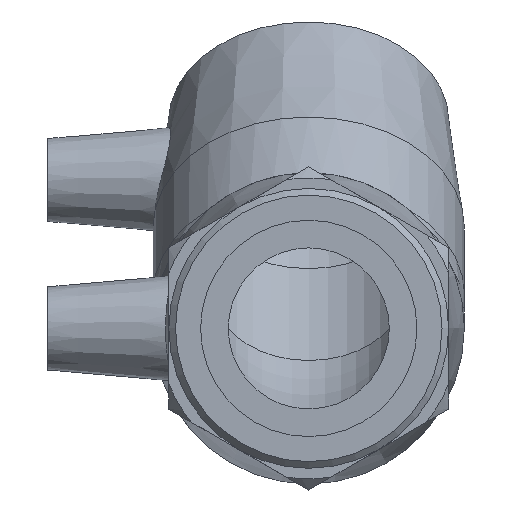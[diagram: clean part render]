
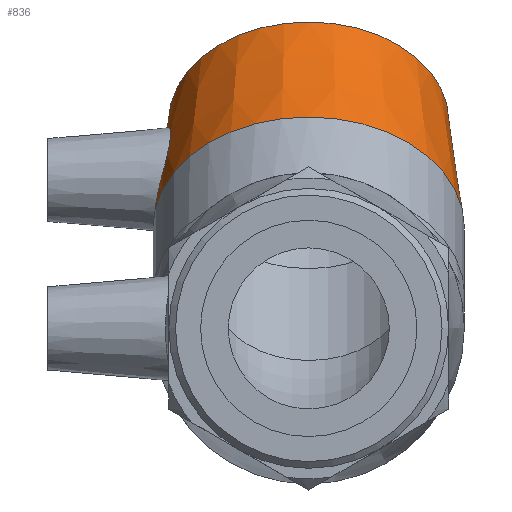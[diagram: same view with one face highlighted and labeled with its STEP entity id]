
A CAD part, left-side view. The second image highlights one B-rep face of the part: STEP entity #836.
In plain terms, the highlighted conical face has half-angle 5.921 degrees and reference radius 26.6 mm.
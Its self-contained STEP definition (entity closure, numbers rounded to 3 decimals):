
#14=B_SPLINE_CURVE_WITH_KNOTS('',3,(#1495,#1496,#1497,#1498,#1499,#1500,
#1501,#1502,#1503,#1504,#1505,#1506,#1507,#1508,#1509,#1510,#1511,#1512,
#1513,#1514,#1515,#1516,#1517,#1518,#1519,#1520,#1521,#1522,#1523,#1524,
#1525,#1526,#1527,#1528),.UNSPECIFIED.,.T.,.F.,(4,2,2,2,2,2,2,2,2,2,2,2,
2,2,2,2,4),(0.,0.344,0.687,1.034,1.38,
1.727,2.073,2.417,2.76,3.133,
3.505,3.868,4.231,4.595,4.958,
5.33,5.702),.UNSPECIFIED.);
#157=FACE_BOUND('',#307,.T.);
#158=FACE_BOUND('',#308,.T.);
#220=FACE_OUTER_BOUND('',#306,.T.);
#306=EDGE_LOOP('',(#744));
#307=EDGE_LOOP('',(#745));
#308=EDGE_LOOP('',(#746));
#367=CIRCLE('',#936,28.);
#371=CIRCLE('',#946,25.2);
#443=VERTEX_POINT('',#1490);
#444=VERTEX_POINT('',#1494);
#448=VERTEX_POINT('',#1539);
#545=EDGE_CURVE('',#443,#443,#367,.T.);
#547=EDGE_CURVE('',#444,#444,#14,.T.);
#551=EDGE_CURVE('',#448,#448,#371,.T.);
#744=ORIENTED_EDGE('',*,*,#545,.F.);
#745=ORIENTED_EDGE('',*,*,#547,.T.);
#746=ORIENTED_EDGE('',*,*,#551,.T.);
#781=CONICAL_SURFACE('',#947,26.6,5.921);
#836=ADVANCED_FACE('',(#220,#157,#158),#781,.T.);
#936=AXIS2_PLACEMENT_3D('',#1491,#1162,#1163);
#946=AXIS2_PLACEMENT_3D('',#1540,#1182,#1183);
#947=AXIS2_PLACEMENT_3D('',#1541,#1184,#1185);
#1162=DIRECTION('center_axis',(-0.707,0.,
-0.707));
#1163=DIRECTION('ref_axis',(-0.707,0.,0.707));
#1182=DIRECTION('center_axis',(-0.707,0.,
-0.707));
#1183=DIRECTION('ref_axis',(-0.707,0.,0.707));
#1184=DIRECTION('center_axis',(-0.707,0.,
-0.707));
#1185=DIRECTION('ref_axis',(0.,1.,0.));
#1490=CARTESIAN_POINT('',(18.262,28.,18.262));
#1491=CARTESIAN_POINT('Origin',(18.262,0.,
18.262));
#1494=CARTESIAN_POINT('',(33.686,25.,20.371));
#1495=CARTESIAN_POINT('Ctrl Pts',(33.686,25.,20.371));
#1496=CARTESIAN_POINT('Ctrl Pts',(34.462,24.89,21.206));
#1497=CARTESIAN_POINT('Ctrl Pts',(35.125,24.862,22.253));
#1498=CARTESIAN_POINT('Ctrl Pts',(35.975,24.966,24.525));
#1499=CARTESIAN_POINT('Ctrl Pts',(36.163,25.093,25.748));
#1500=CARTESIAN_POINT('Ctrl Pts',(36.102,25.355,28.033));
#1501=CARTESIAN_POINT('Ctrl Pts',(35.846,25.507,29.252));
#1502=CARTESIAN_POINT('Ctrl Pts',(34.876,25.726,31.499));
#1503=CARTESIAN_POINT('Ctrl Pts',(34.161,25.788,32.527));
#1504=CARTESIAN_POINT('Ctrl Pts',(32.527,25.788,34.161));
#1505=CARTESIAN_POINT('Ctrl Pts',(31.499,25.726,34.876));
#1506=CARTESIAN_POINT('Ctrl Pts',(29.252,25.507,35.846));
#1507=CARTESIAN_POINT('Ctrl Pts',(28.033,25.355,36.102));
#1508=CARTESIAN_POINT('Ctrl Pts',(25.748,25.093,36.163));
#1509=CARTESIAN_POINT('Ctrl Pts',(24.525,24.966,35.975));
#1510=CARTESIAN_POINT('Ctrl Pts',(22.253,24.862,35.125));
#1511=CARTESIAN_POINT('Ctrl Pts',(21.206,24.89,34.462));
#1512=CARTESIAN_POINT('Ctrl Pts',(19.466,25.12,32.845));
#1513=CARTESIAN_POINT('Ctrl Pts',(18.7,25.35,31.771));
#1514=CARTESIAN_POINT('Ctrl Pts',(17.69,25.936,29.419));
#1515=CARTESIAN_POINT('Ctrl Pts',(17.446,26.284,28.14));
#1516=CARTESIAN_POINT('Ctrl Pts',(17.445,26.888,25.764));
#1517=CARTESIAN_POINT('Ctrl Pts',(17.678,27.185,24.504));
#1518=CARTESIAN_POINT('Ctrl Pts',(18.643,27.599,22.166));
#1519=CARTESIAN_POINT('Ctrl Pts',(19.376,27.711,21.088));
#1520=CARTESIAN_POINT('Ctrl Pts',(21.088,27.711,19.376));
#1521=CARTESIAN_POINT('Ctrl Pts',(22.166,27.599,18.643));
#1522=CARTESIAN_POINT('Ctrl Pts',(24.504,27.185,17.678));
#1523=CARTESIAN_POINT('Ctrl Pts',(25.764,26.888,17.445));
#1524=CARTESIAN_POINT('Ctrl Pts',(28.14,26.284,17.446));
#1525=CARTESIAN_POINT('Ctrl Pts',(29.419,25.936,17.69));
#1526=CARTESIAN_POINT('Ctrl Pts',(31.771,25.35,18.7));
#1527=CARTESIAN_POINT('Ctrl Pts',(32.845,25.12,19.466));
#1528=CARTESIAN_POINT('Ctrl Pts',(33.686,25.,20.371));
#1539=CARTESIAN_POINT('',(37.354,25.2,37.354));
#1540=CARTESIAN_POINT('Origin',(37.354,0.,37.354));
#1541=CARTESIAN_POINT('Origin',(27.808,0.,
27.808));
